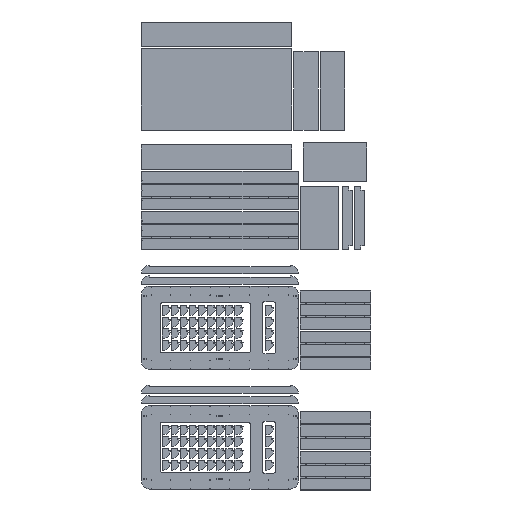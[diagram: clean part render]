
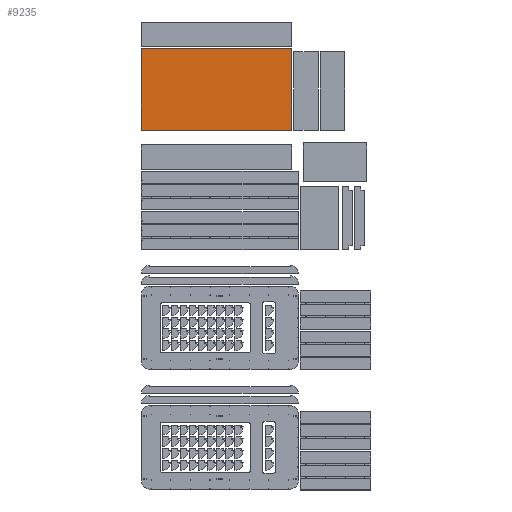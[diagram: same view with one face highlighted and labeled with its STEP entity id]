
A CAD part, top view. The second image highlights one B-rep face of the part: STEP entity #9235.
In plain terms, the highlighted planar face has unit normal (0, 0, 1).
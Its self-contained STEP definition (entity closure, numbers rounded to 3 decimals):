
#9099=CARTESIAN_POINT('Vertex',(767.,417.,8.5)) ;
#9113=CARTESIAN_POINT('Vertex',(-767.,417.,8.5)) ;
#9116=CARTESIAN_POINT('Line Origine',(0.,417.,8.5)) ;
#9144=CARTESIAN_POINT('Vertex',(-767.,-417.,8.5)) ;
#9147=CARTESIAN_POINT('Line Origine',(-767.,0.,8.5)) ;
#9175=CARTESIAN_POINT('Vertex',(767.,-417.,8.5)) ;
#9178=CARTESIAN_POINT('Line Origine',(0.,-417.,8.5)) ;
#9200=CARTESIAN_POINT('Line Origine',(767.,0.,8.5)) ;
#9224=CARTESIAN_POINT('Axis2P3D Location',(0.,0.,8.5)) ;
#9117=DIRECTION('Vector Direction',(1.,0.,0.)) ;
#9148=DIRECTION('Vector Direction',(0.,1.,0.)) ;
#9179=DIRECTION('Vector Direction',(-1.,0.,0.)) ;
#9201=DIRECTION('Vector Direction',(0.,-1.,0.)) ;
#9225=DIRECTION('Axis2P3D Direction',(0.,0.,1.)) ;
#9226=DIRECTION('Axis2P3D XDirection',(1.,0.,0.)) ;
#9227=AXIS2_PLACEMENT_3D('Plane Axis2P3D',#9224,#9225,#9226) ;
#9230=ORIENTED_EDGE('',*,*,#9120,.T.) ;
#9231=ORIENTED_EDGE('',*,*,#9151,.T.) ;
#9232=ORIENTED_EDGE('',*,*,#9182,.T.) ;
#9233=ORIENTED_EDGE('',*,*,#9204,.T.) ;
#9118=VECTOR('Line Direction',#9117,1.) ;
#9149=VECTOR('Line Direction',#9148,1.) ;
#9180=VECTOR('Line Direction',#9179,1.) ;
#9202=VECTOR('Line Direction',#9201,1.) ;
#9235=ADVANCED_FACE('PartBody',(#9234),#9228,.T.) ;
#9120=EDGE_CURVE('',#9100,#9114,#9119,.F.) ;
#9151=EDGE_CURVE('',#9114,#9145,#9150,.F.) ;
#9182=EDGE_CURVE('',#9145,#9176,#9181,.F.) ;
#9204=EDGE_CURVE('',#9176,#9100,#9203,.F.) ;
#9229=EDGE_LOOP('',(#9230,#9231,#9232,#9233)) ;
#9234=FACE_OUTER_BOUND('',#9229,.T.) ;
#9119=LINE('Line',#9116,#9118) ;
#9150=LINE('Line',#9147,#9149) ;
#9181=LINE('Line',#9178,#9180) ;
#9203=LINE('Line',#9200,#9202) ;
#9228=PLANE('',#9227) ;
#9100=VERTEX_POINT('',#9099) ;
#9114=VERTEX_POINT('',#9113) ;
#9145=VERTEX_POINT('',#9144) ;
#9176=VERTEX_POINT('',#9175) ;
